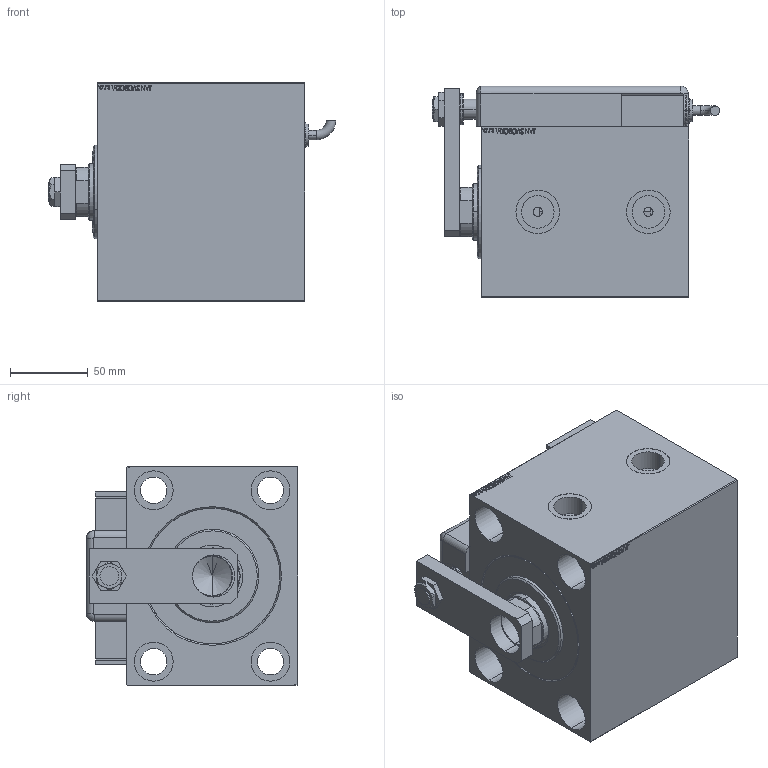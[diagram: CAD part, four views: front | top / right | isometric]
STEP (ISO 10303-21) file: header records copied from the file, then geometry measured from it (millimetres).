
FILE_DESCRIPTION (( 'STEP AP203' ), '1' );
FILE_NAME ('3933.STEP', '2021-03-18T20:05:07', ( '' ), ( '' ), 'SwSTEP 2.0', 'SolidWorks 2019', '' );
FILE_SCHEMA (( 'CONFIG_CONTROL_DESIGN' ));
Length unit declared in the file: millimetre
Products named in the file (13): V450CM_C_VCP 3383308c8007e60d4e5f4744c024b0d0; TYC 3383308c8007e60d4e5f4744c024b0d0; ZARAZKA_Q 3383308c8007e60d4e5f4744c024b0d0; NUT_D13 3383308c8007e60d4e5f4744c024b0d0; NUT_D19 3383308c8007e60d4e5f4744c024b0d0; SWITCH_Q_FRONT_BACK 3383308c8007e60d4e5f4744c024b0d0; MAGNETIC SWITCH Q 3383308c8007e60d4e5f4744c024b0d0; V450CM_C 3383308c8007e60d4e5f4744c024b0d0; SWITCH Q 3383308c8007e60d4e5f4744c024b0d0; 3933; SWITCH DIM A_G 3383308c8007e60d4e5f4744c024b0d0; V450CM_VC_B 3383308c8007e60d4e5f4744c024b0d0; KRYT 3383308c8007e60d4e5f4744c024b0d0
Assembly tree (13 placements, depth 3):
  3933
    V450CM_C 3383308c8007e60d4e5f4744c024b0d0
    V450CM_C_VCP 3383308c8007e60d4e5f4744c024b0d0
    V450CM_VC_B 3383308c8007e60d4e5f4744c024b0d0
    MAGNETIC SWITCH Q 3383308c8007e60d4e5f4744c024b0d0
      SWITCH_Q_FRONT_BACK 3383308c8007e60d4e5f4744c024b0d0
      TYC 3383308c8007e60d4e5f4744c024b0d0
      ZARAZKA_Q 3383308c8007e60d4e5f4744c024b0d0
      SWITCH DIM A_G 3383308c8007e60d4e5f4744c024b0d0
      NUT_D19 3383308c8007e60d4e5f4744c024b0d0
      NUT_D13 3383308c8007e60d4e5f4744c024b0d0
      KRYT 3383308c8007e60d4e5f4744c024b0d0
      SWITCH Q 3383308c8007e60d4e5f4744c024b0d0  x2
Bounding box: 184.46 x 135.8 x 140 mm (x, y, z)
Volume: 1890162.3 mm3; surface area: 277971.4 mm2
Topology: 13 solids, 13 shells, 1250 faces, 3175 edges, 2096 vertices
Faces by surface type: plane 616, bspline 471, cylinder 117, cone 22, torus 22, sphere 2
Entity records: 59906 total; most frequent: CARTESIAN_POINT 32207, ORIENTED_EDGE 6154, DIRECTION 3895, EDGE_CURVE 3077, VERTEX_POINT 2036, VECTOR 1831, LINE 1831, EDGE_LOOP 1383
